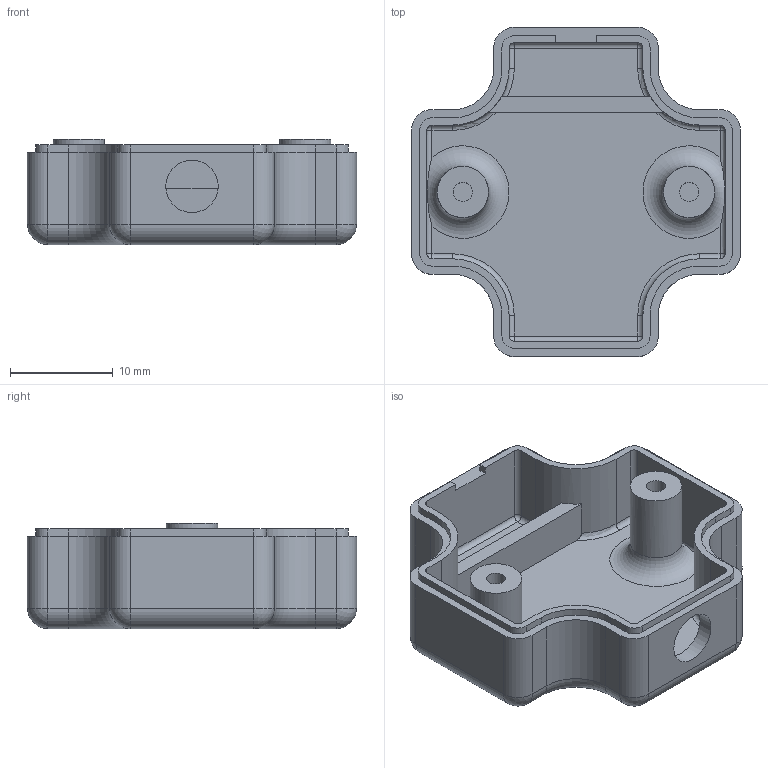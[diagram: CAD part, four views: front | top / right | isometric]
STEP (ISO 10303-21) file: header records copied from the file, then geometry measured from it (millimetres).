
FILE_DESCRIPTION(/* description */ (''),/* implementation_level */ '2;1');
FILE_NAME(/* name */ '45-0117.stp',/* time_stamp */ '2014-07-10T09:37:00-04:00',/* author */ ('Justin'),/* organization */ (''),/* preprocessor_version */ 'ST-DEVELOPER v15.6',/* originating_system */ 'Autodesk Inventor 2015',/* authorisation */ '');
FILE_SCHEMA (('AUTOMOTIVE_DESIGN { 1 0 10303 214 3 1 1 }'));
Length unit declared in the file: millimetre
Products named in the file (1): 45-0117
Bounding box: 32 x 32 x 10.25 mm (x, y, z)
Volume: 2745.4 mm3; surface area: 3833.3 mm2
Topology: 1 solids, 1 shells, 144 faces, 351 edges, 212 vertices
Faces by surface type: cylinder 65, plane 51, sphere 16, torus 12
Full cylindrical faces by diameter (mm): 1.85 x2, 5 x2, 5.1 x1
Entity records: 4257 total; most frequent: CARTESIAN_POINT 798, DIRECTION 772, ORIENTED_EDGE 684, EDGE_CURVE 342, AXIS2_PLACEMENT_3D 291, VERTEX_POINT 210, LINE 190, VECTOR 190
